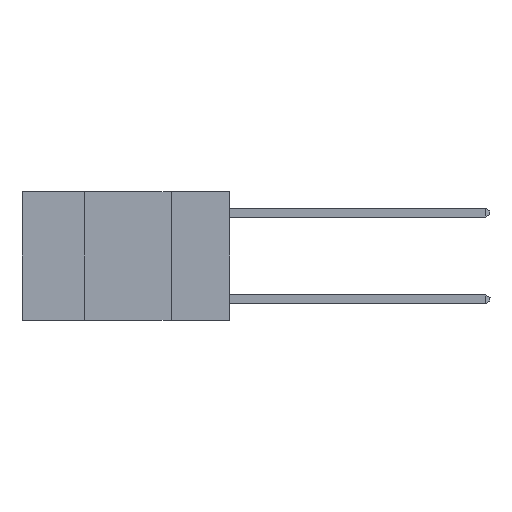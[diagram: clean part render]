
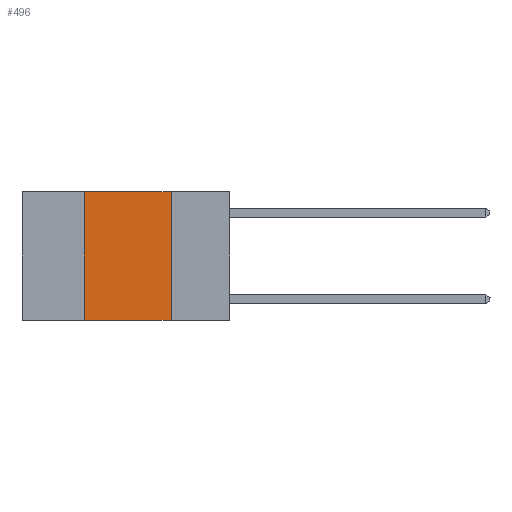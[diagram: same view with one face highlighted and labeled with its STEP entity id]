
A CAD part, left-side view. The second image highlights one B-rep face of the part: STEP entity #496.
In plain terms, the highlighted planar face has unit normal (-1, 0, 0).
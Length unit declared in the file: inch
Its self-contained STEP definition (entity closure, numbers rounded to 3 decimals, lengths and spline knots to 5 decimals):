
#496 = ADVANCED_FACE ( 'NONE', ( #7766 ), #2615, .F. ) ;
#535 = CARTESIAN_POINT ( 'NONE',  ( 0., 0.42, -0.37 ) ) ;
#636 = VECTOR ( 'NONE', #7739, 39.37008 ) ;
#987 = VERTEX_POINT ( 'NONE', #5262 ) ;
#1038 = VECTOR ( 'NONE', #8069, 39.37008 ) ;
#1300 = DIRECTION ( 'NONE',  ( 0., -1., 0. ) ) ;
#1315 = LINE ( 'NONE', #3954, #1038 ) ;
#2042 = VERTEX_POINT ( 'NONE', #535 ) ;
#2140 = CARTESIAN_POINT ( 'NONE',  ( 0., 0.17, -0.37 ) ) ;
#2351 = VERTEX_POINT ( 'NONE', #6032 ) ;
#2615 = PLANE ( 'NONE',  #3058 ) ;
#3058 = AXIS2_PLACEMENT_3D ( 'NONE', #9739, #7717, #3425 ) ;
#3076 = ORIENTED_EDGE ( 'NONE', *, *, #7560, .F. ) ;
#3266 = LINE ( 'NONE', #4998, #5686 ) ;
#3301 = EDGE_LOOP ( 'NONE', ( #4408, #6153, #3076, #3600 ) ) ;
#3425 = DIRECTION ( 'NONE',  ( 0., 0., -1. ) ) ;
#3600 = ORIENTED_EDGE ( 'NONE', *, *, #7464, .T. ) ;
#3954 = CARTESIAN_POINT ( 'NONE',  ( 0., 0.17, 0. ) ) ;
#4408 = ORIENTED_EDGE ( 'NONE', *, *, #7551, .F. ) ;
#4998 = CARTESIAN_POINT ( 'NONE',  ( 0., 0.42, 0. ) ) ;
#5262 = CARTESIAN_POINT ( 'NONE',  ( 0., 0.17, 0. ) ) ;
#5430 = CARTESIAN_POINT ( 'NONE',  ( 0., 0.6, 0. ) ) ;
#5686 = VECTOR ( 'NONE', #5746, 39.37008 ) ;
#5746 = DIRECTION ( 'NONE',  ( 0., 0., 1. ) ) ;
#6032 = CARTESIAN_POINT ( 'NONE',  ( 0., 0.42, 0. ) ) ;
#6153 = ORIENTED_EDGE ( 'NONE', *, *, #10090, .F. ) ;
#6543 = VECTOR ( 'NONE', #1300, 39.37008 ) ;
#6921 = CARTESIAN_POINT ( 'NONE',  ( 0., 0.6, -0.37 ) ) ;
#7114 = LINE ( 'NONE', #6921, #636 ) ;
#7464 = EDGE_CURVE ( 'NONE', #2042, #7863, #7114, .T. ) ;
#7551 = EDGE_CURVE ( 'NONE', #987, #7863, #1315, .T. ) ;
#7560 = EDGE_CURVE ( 'NONE', #2042, #2351, #3266, .T. ) ;
#7717 = DIRECTION ( 'NONE',  ( 1., 0., 0. ) ) ;
#7739 = DIRECTION ( 'NONE',  ( 0., -1., 0. ) ) ;
#7766 = FACE_OUTER_BOUND ( 'NONE', #3301, .T. ) ;
#7863 = VERTEX_POINT ( 'NONE', #2140 ) ;
#8069 = DIRECTION ( 'NONE',  ( 0., 0., -1. ) ) ;
#9739 = CARTESIAN_POINT ( 'NONE',  ( 0., 0.6, 0. ) ) ;
#9899 = LINE ( 'NONE', #5430, #6543 ) ;
#10090 = EDGE_CURVE ( 'NONE', #2351, #987, #9899, .T. ) ;
